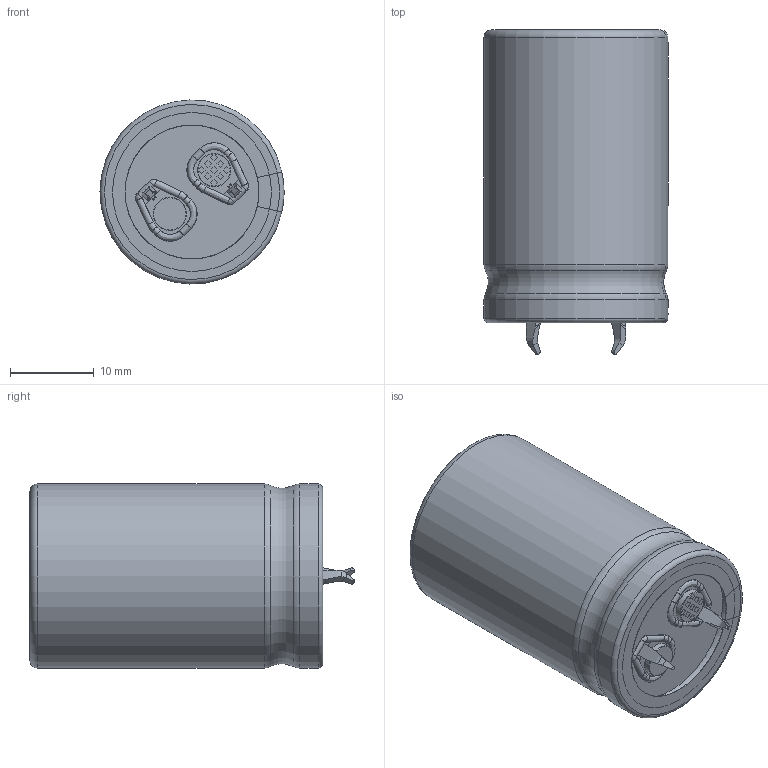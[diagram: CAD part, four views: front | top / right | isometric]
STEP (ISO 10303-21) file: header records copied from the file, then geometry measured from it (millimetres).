
FILE_DESCRIPTION(/* description */ (''),/* implementation_level */ '2;1');
FILE_NAME(/* name */ '22 x 35 BLACK.stp',/* time_stamp */ '2023-02-04T08:16:02+01:00',/* author */ ('JOSE LUIS'),/* organization */ (''),/* preprocessor_version */ 'ST-DEVELOPER v18',/* originating_system */ 'Autodesk Inventor 2020',/* authorisation */ '');
FILE_SCHEMA (('AUTOMOTIVE_DESIGN { 1 0 10303 214 3 1 1 }'));
Length unit declared in the file: millimetre
Products named in the file (1): 22 x 35 BLACK
Bounding box: 22 x 38.75 x 21.99 mm (x, y, z)
Volume: 12897.9 mm3; surface area: 3438.2 mm2
Topology: 1 solids, 1 shells, 228 faces, 620 edges, 409 vertices
Faces by surface type: plane 89, bspline 51, cylinder 48, torus 40
Full cylindrical faces by diameter (mm): 3.8 x2, 3.98 x2, 16 x2, 19 x1
Entity records: 9456 total; most frequent: CARTESIAN_POINT 3773, ORIENTED_EDGE 1232, DIRECTION 970, EDGE_CURVE 616, VERTEX_POINT 409, AXIS2_PLACEMENT_3D 362, EDGE_LOOP 247, LINE 246
